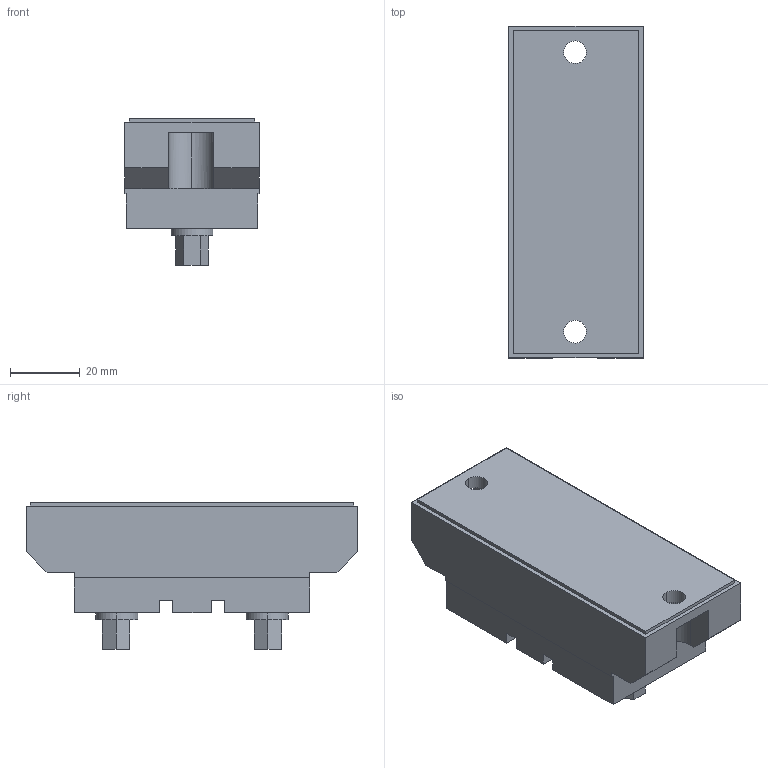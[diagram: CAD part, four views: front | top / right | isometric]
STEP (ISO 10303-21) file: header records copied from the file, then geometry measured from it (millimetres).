
FILE_DESCRIPTION (( 'STEP AP214' ), '1' );
FILE_NAME ('40CDG2DA350.STEP', '2025-04-07T07:11:34', ( '' ), ( 'Microsoft' ), 'SwSTEP 2.0', 'SolidWorks 2014', '' );
FILE_SCHEMA (( 'AUTOMOTIVE_DESIGN' ));
Length unit declared in the file: millimetre
Products named in the file (1): 40CDG2DA350
Bounding box: 38.5 x 95 x 42 mm (x, y, z)
Volume: 96016.2 mm3; surface area: 16584.6 mm2
Topology: 1 solids, 1 shells, 68 faces, 179 edges, 118 vertices
Faces by surface type: plane 57, cylinder 11
Entity records: 2119 total; most frequent: CARTESIAN_POINT 366, ORIENTED_EDGE 358, DIRECTION 343, EDGE_CURVE 179, VECTOR 153, LINE 153, VERTEX_POINT 118, AXIS2_PLACEMENT_3D 95
